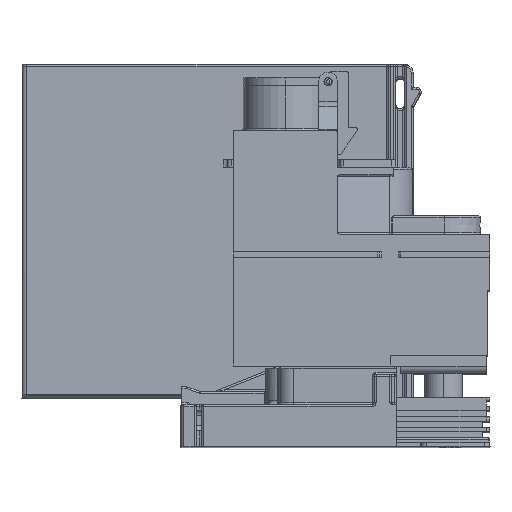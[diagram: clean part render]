
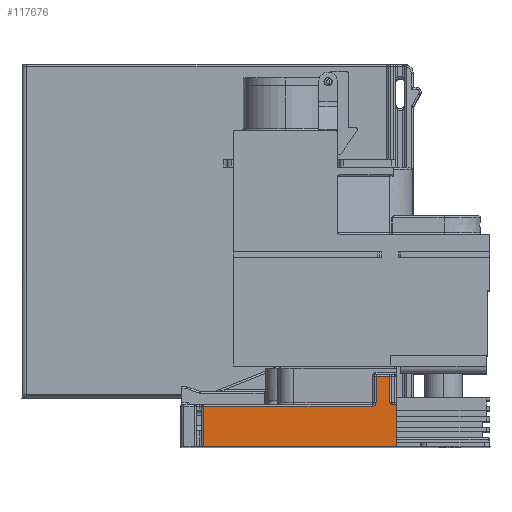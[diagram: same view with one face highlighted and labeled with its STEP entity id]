
A CAD part, top view. The second image highlights one B-rep face of the part: STEP entity #117676.
In plain terms, the highlighted planar face has unit normal (0.001, 0, 1).
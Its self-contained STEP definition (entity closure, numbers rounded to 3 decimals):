
#87246=DIRECTION('',(1.,0.,-0.001));
#87247=VECTOR('',#87246,51.65);
#87248=CARTESIAN_POINT('',(-173.171,-33.3,
20.487));
#87249=LINE('',#87248,#87247);
#87646=DIRECTION('',(0.,-1.,0.));
#87647=VECTOR('',#87646,11.25);
#87648=CARTESIAN_POINT('',(-121.521,-22.05,
20.413));
#87649=LINE('',#87648,#87647);
#87650=DIRECTION('',(0.,1.,0.));
#87651=VECTOR('',#87650,10.75);
#87652=CARTESIAN_POINT('',(-173.171,-33.3,
20.487));
#87653=LINE('',#87652,#87651);
#87654=CARTESIAN_POINT('',(-128.021,-21.55,
20.422));
#87655=DIRECTION('',(0.001,0.,1.));
#87656=DIRECTION('',(0.,-1.,0.));
#87657=AXIS2_PLACEMENT_3D('',#87654,#87655,#87656);
#93977=DIRECTION('',(-1.,0.,0.001));
#93978=VECTOR('',#93977,0.934);
#93979=CARTESIAN_POINT('',(-121.521,-22.05,
20.413));
#93980=LINE('',#93979,#93978);
#93986=CARTESIAN_POINT('',(-122.455,-22.05,
20.414));
#93987=CARTESIAN_POINT('',(-122.466,-22.05,
20.414));
#93988=CARTESIAN_POINT('',(-122.488,-22.049,
20.414));
#93989=CARTESIAN_POINT('',(-122.523,-22.047,
20.414));
#93990=CARTESIAN_POINT('',(-122.558,-22.042,
20.414));
#93991=CARTESIAN_POINT('',(-122.593,-22.036,
20.415));
#93992=CARTESIAN_POINT('',(-122.63,-22.028,
20.415));
#93993=CARTESIAN_POINT('',(-122.667,-22.018,
20.415));
#93994=CARTESIAN_POINT('',(-122.705,-22.005,
20.415));
#93995=CARTESIAN_POINT('',(-122.744,-21.991,
20.415));
#93996=CARTESIAN_POINT('',(-122.784,-21.973,
20.415));
#93997=CARTESIAN_POINT('',(-122.824,-21.954,
20.415));
#93998=CARTESIAN_POINT('',(-122.866,-21.931,
20.415));
#93999=CARTESIAN_POINT('',(-122.91,-21.905,
20.415));
#94000=CARTESIAN_POINT('',(-122.956,-21.874,
20.415));
#94001=CARTESIAN_POINT('',(-123.004,-21.839,
20.415));
#94002=CARTESIAN_POINT('',(-123.056,-21.798,
20.415));
#94003=CARTESIAN_POINT('',(-123.113,-21.749,
20.415));
#94004=CARTESIAN_POINT('',(-123.177,-21.692,
20.415));
#94005=CARTESIAN_POINT('',(-123.246,-21.625,
20.415));
#94006=CARTESIAN_POINT('',(-123.295,-21.576,
20.416));
#94007=CARTESIAN_POINT('',(-123.321,-21.55,
20.416));
#94009=DIRECTION('',(0.,1.,0.));
#94010=VECTOR('',#94009,7.);
#94011=CARTESIAN_POINT('',(-123.321,-21.55,
20.416));
#94012=LINE('',#94011,#94010);
#94032=DIRECTION('',(-1.,0.,0.001));
#94033=VECTOR('',#94032,3.7);
#94034=CARTESIAN_POINT('',(-123.321,-14.55,
20.416));
#94035=LINE('',#94034,#94033);
#94106=DIRECTION('',(0.,-1.,0.));
#94107=VECTOR('',#94106,7.);
#94108=CARTESIAN_POINT('',(-127.021,-14.55,
20.421));
#94109=LINE('',#94108,#94107);
#94115=DIRECTION('',(-1.,0.,0.001));
#94116=VECTOR('',#94115,45.15);
#94117=CARTESIAN_POINT('',(-128.021,-22.55,
20.422));
#94118=LINE('',#94117,#94116);
#107807=CARTESIAN_POINT('',(-173.171,-33.3,
20.487));
#107808=CARTESIAN_POINT('',(-173.171,-22.55,
20.487));
#107809=VERTEX_POINT('',#107807);
#107810=VERTEX_POINT('',#107808);
#107811=CARTESIAN_POINT('',(-121.521,-22.05,
20.413));
#107812=CARTESIAN_POINT('',(-121.521,-33.3,
20.413));
#107813=VERTEX_POINT('',#107811);
#107814=VERTEX_POINT('',#107812);
#107815=CARTESIAN_POINT('',(-127.021,-14.55,
20.421));
#107816=CARTESIAN_POINT('',(-127.021,-21.55,
20.421));
#107817=VERTEX_POINT('',#107815);
#107818=VERTEX_POINT('',#107816);
#107819=CARTESIAN_POINT('',(-123.321,-14.55,
20.416));
#107820=VERTEX_POINT('',#107819);
#107821=CARTESIAN_POINT('',(-123.321,-21.55,
20.416));
#107822=VERTEX_POINT('',#107821);
#109059=CARTESIAN_POINT('',(-128.021,-22.55,
20.422));
#109060=VERTEX_POINT('',#109059);
#109106=CARTESIAN_POINT('',(-122.455,-22.05,
20.414));
#109108=VERTEX_POINT('',#109106);
#117651=CARTESIAN_POINT('',(-147.346,-23.925,
20.45));
#117652=DIRECTION('',(0.001,0.,1.));
#117653=DIRECTION('',(1.,0.,-0.001));
#117654=AXIS2_PLACEMENT_3D('',#117651,#117652,#117653);
#117655=PLANE('',#117654);
#117656=ORIENTED_EDGE('',*,*,#117420,.T.);
#117657=ORIENTED_EDGE('',*,*,#117135,.F.);
#117659=ORIENTED_EDGE('',*,*,#117658,.T.);
#117661=ORIENTED_EDGE('',*,*,#117660,.F.);
#117663=ORIENTED_EDGE('',*,*,#117662,.T.);
#117665=ORIENTED_EDGE('',*,*,#117664,.F.);
#117667=ORIENTED_EDGE('',*,*,#117666,.F.);
#117669=ORIENTED_EDGE('',*,*,#117668,.F.);
#117671=ORIENTED_EDGE('',*,*,#117670,.F.);
#117673=ORIENTED_EDGE('',*,*,#117672,.F.);
#117674=EDGE_LOOP('',(#117656,#117657,#117659,#117661,#117663,#117665,#117667,
#117669,#117671,#117673));
#117675=FACE_OUTER_BOUND('',#117674,.F.);
#87658=CIRCLE('',#87657,1.);
#94008=B_SPLINE_CURVE_WITH_KNOTS('',3,(#93986,#93987,#93988,#93989,#93990,
#93991,#93992,#93993,#93994,#93995,#93996,#93997,#93998,#93999,#94000,#94001,
#94002,#94003,#94004,#94005,#94006,#94007),.UNSPECIFIED.,.F.,.F.,(4,1,1,1,1,1,1,
1,1,1,1,1,1,1,1,1,1,1,1,4),(0.,0.053,0.105,
0.158,0.211,0.263,0.316,
0.368,0.421,0.474,0.526,
0.579,0.632,0.684,0.737,
0.789,0.842,0.895,0.947,1.),
.UNSPECIFIED.);
#117135=EDGE_CURVE('',#107809,#107814,#87249,.T.);
#117420=EDGE_CURVE('',#107813,#107814,#87649,.T.);
#117658=EDGE_CURVE('',#107809,#107810,#87653,.T.);
#117660=EDGE_CURVE('',#109060,#107810,#94118,.T.);
#117662=EDGE_CURVE('',#109060,#107818,#87658,.T.);
#117664=EDGE_CURVE('',#107817,#107818,#94109,.T.);
#117666=EDGE_CURVE('',#107820,#107817,#94035,.T.);
#117668=EDGE_CURVE('',#107822,#107820,#94012,.T.);
#117670=EDGE_CURVE('',#109108,#107822,#94008,.T.);
#117672=EDGE_CURVE('',#107813,#109108,#93980,.T.);
#117676=ADVANCED_FACE('',(#117675),#117655,.T.);
